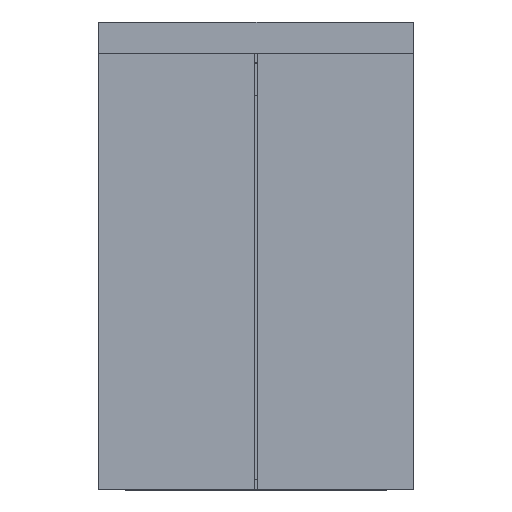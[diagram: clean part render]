
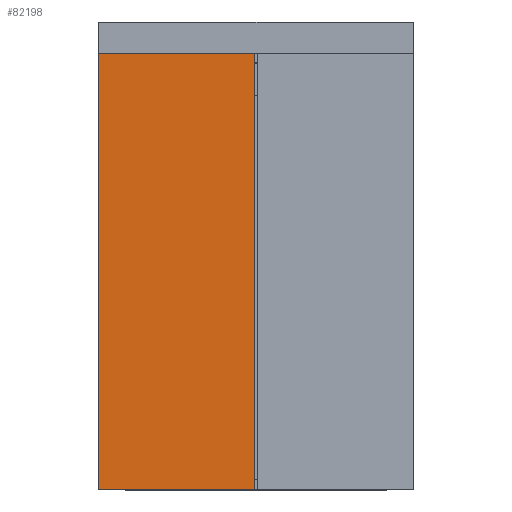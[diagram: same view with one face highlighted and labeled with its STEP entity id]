
A CAD part, top view. The second image highlights one B-rep face of the part: STEP entity #82198.
In plain terms, the highlighted planar face has unit normal (0, 0, 1).
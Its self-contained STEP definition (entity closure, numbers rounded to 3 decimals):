
#82083=DIRECTION('',(0.,1.,0.));
#82084=VECTOR('',#82083,700.);
#82085=CARTESIAN_POINT('',(-353.,-700.,8.));
#82086=LINE('',#82085,#82084);
#82087=DIRECTION('',(1.,0.,0.));
#82088=VECTOR('',#82087,251.);
#82089=CARTESIAN_POINT('',(-353.,0.,8.));
#82090=LINE('',#82089,#82088);
#82091=DIRECTION('',(0.,-1.,0.));
#82092=VECTOR('',#82091,700.);
#82093=CARTESIAN_POINT('',(-102.,0.,8.));
#82094=LINE('',#82093,#82092);
#82095=DIRECTION('',(-1.,0.,0.));
#82096=VECTOR('',#82095,251.);
#82097=CARTESIAN_POINT('',(-102.,-700.,8.));
#82098=LINE('',#82097,#82096);
#82103=CARTESIAN_POINT('',(-353.,-700.,8.));
#82104=VERTEX_POINT('',#82103);
#82105=CARTESIAN_POINT('',(-353.,0.,8.));
#82106=VERTEX_POINT('',#82105);
#82111=CARTESIAN_POINT('',(-102.,0.,8.));
#82112=VERTEX_POINT('',#82111);
#82113=CARTESIAN_POINT('',(-102.,-700.,8.));
#82114=VERTEX_POINT('',#82113);
#82187=CARTESIAN_POINT('',(-177.5,-350.,8.));
#82188=DIRECTION('',(0.,0.,1.));
#82189=DIRECTION('',(1.,0.,0.));
#82190=AXIS2_PLACEMENT_3D('',#82187,#82188,#82189);
#82191=PLANE('',#82190);
#82192=ORIENTED_EDGE('',*,*,#82139,.T.);
#82193=ORIENTED_EDGE('',*,*,#82154,.T.);
#82194=ORIENTED_EDGE('',*,*,#82168,.T.);
#82195=ORIENTED_EDGE('',*,*,#82181,.T.);
#82196=EDGE_LOOP('',(#82192,#82193,#82194,#82195));
#82197=FACE_OUTER_BOUND('',#82196,.F.);
#82139=EDGE_CURVE('',#82104,#82106,#82086,.T.);
#82154=EDGE_CURVE('',#82106,#82112,#82090,.T.);
#82168=EDGE_CURVE('',#82112,#82114,#82094,.T.);
#82181=EDGE_CURVE('',#82114,#82104,#82098,.T.);
#82198=ADVANCED_FACE('',(#82197),#82191,.T.);
